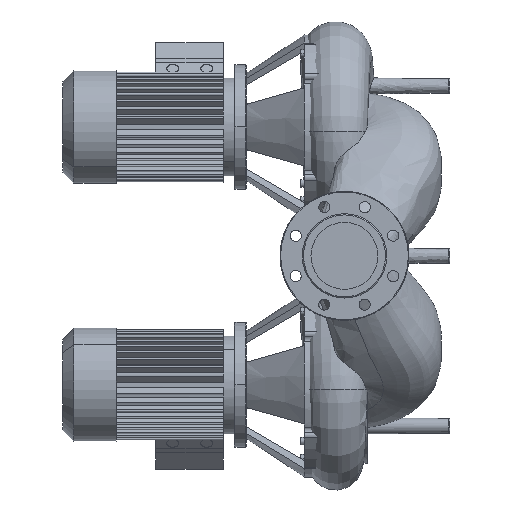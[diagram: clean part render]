
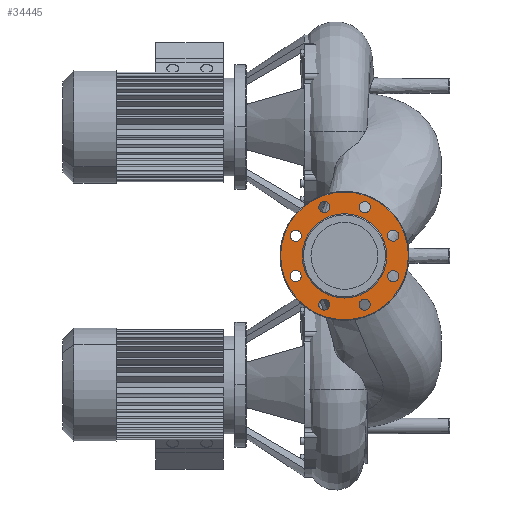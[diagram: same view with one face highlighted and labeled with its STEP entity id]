
A CAD part, left-side view. The second image highlights one B-rep face of the part: STEP entity #34445.
In plain terms, the highlighted free-form (B-spline) face has degree [1, 1] with [2, 2] control points.
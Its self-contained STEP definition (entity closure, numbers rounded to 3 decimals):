
#33376=CARTESIAN_POINT('',(2.,0.,-109.));
#33377=VERTEX_POINT('',#33376);
#33393=CARTESIAN_POINT('',(2.,0.,109.));
#33394=VERTEX_POINT('',#33393);
#33402=CARTESIAN_POINT('',(2.,-109.,0.0));
#33403=VERTEX_POINT('',#33402);
#33404=CARTESIAN_POINT('',(2.,0.,0.0));
#33405=DIRECTION('',(-1.0,0.0,0.0));
#33406=DIRECTION('',(0.0,-1.0,0.0));
#33407=AXIS2_PLACEMENT_3D('',#33404,#33405,#33406);
#33408=CIRCLE('',#33407,109.);
#33409=EDGE_CURVE('',#33403,#33394,#33408,.T.);
#33411=CARTESIAN_POINT('',(2.,0.,0.0));
#33412=DIRECTION('',(-1.0,0.0,0.0));
#33413=DIRECTION('',(0.0,-1.0,0.0));
#33414=AXIS2_PLACEMENT_3D('',#33411,#33412,#33413);
#33415=CIRCLE('',#33414,109.);
#33416=EDGE_CURVE('',#33377,#33403,#33415,.T.);
#33447=CARTESIAN_POINT('',(2.,-72.0,0.0));
#33448=VERTEX_POINT('',#33447);
#33457=CARTESIAN_POINT('',(2.,72.0,0.));
#33458=VERTEX_POINT('',#33457);
#33459=CARTESIAN_POINT('',(2.,0.,0.0));
#33460=DIRECTION('',(-1.0,0.0,0.0));
#33461=DIRECTION('',(0.0,-1.0,0.0));
#33462=AXIS2_PLACEMENT_3D('',#33459,#33460,#33461);
#33463=CIRCLE('',#33462,72.0);
#33464=EDGE_CURVE('',#33448,#33458,#33463,.T.);
#33510=CARTESIAN_POINT('',(2.,-83.149,24.942));
#33511=VERTEX_POINT('',#33510);
#33520=CARTESIAN_POINT('',(2.,-83.149,43.942));
#33521=VERTEX_POINT('',#33520);
#33522=CARTESIAN_POINT('',(2.,-83.149,34.442));
#33523=DIRECTION('',(-1.0,0.0,0.0));
#33524=DIRECTION('',(0.0,0.0,-1.0));
#33525=AXIS2_PLACEMENT_3D('',#33522,#33523,#33524);
#33526=CIRCLE('',#33525,9.5);
#33527=EDGE_CURVE('',#33511,#33521,#33526,.T.);
#33573=CARTESIAN_POINT('',(2.,-41.159,76.432));
#33574=VERTEX_POINT('',#33573);
#33583=CARTESIAN_POINT('',(2.,-27.724,89.867));
#33584=VERTEX_POINT('',#33583);
#33585=CARTESIAN_POINT('',(2.,-34.442,83.149));
#33586=DIRECTION('',(-1.,0.,0.));
#33587=DIRECTION('',(0.,-0.707,-0.707));
#33588=AXIS2_PLACEMENT_3D('',#33585,#33586,#33587);
#33589=CIRCLE('',#33588,9.5);
#33590=EDGE_CURVE('',#33574,#33584,#33589,.T.);
#33636=CARTESIAN_POINT('',(2.,24.942,83.149));
#33637=VERTEX_POINT('',#33636);
#33646=CARTESIAN_POINT('',(2.,43.942,83.149));
#33647=VERTEX_POINT('',#33646);
#33648=CARTESIAN_POINT('',(2.,34.442,83.149));
#33649=DIRECTION('',(-1.0,0.0,0.0));
#33650=DIRECTION('',(0.0,-1.0,0.0));
#33651=AXIS2_PLACEMENT_3D('',#33648,#33649,#33650);
#33652=CIRCLE('',#33651,9.5);
#33653=EDGE_CURVE('',#33637,#33647,#33652,.T.);
#33699=CARTESIAN_POINT('',(2.,76.432,41.159));
#33700=VERTEX_POINT('',#33699);
#33709=CARTESIAN_POINT('',(2.,89.867,27.724));
#33710=VERTEX_POINT('',#33709);
#33711=CARTESIAN_POINT('',(2.,83.149,34.442));
#33712=DIRECTION('',(-1.,0.,0.));
#33713=DIRECTION('',(0.,-0.707,0.707));
#33714=AXIS2_PLACEMENT_3D('',#33711,#33712,#33713);
#33715=CIRCLE('',#33714,9.5);
#33716=EDGE_CURVE('',#33700,#33710,#33715,.T.);
#33762=CARTESIAN_POINT('',(2.,83.149,-24.942));
#33763=VERTEX_POINT('',#33762);
#33772=CARTESIAN_POINT('',(2.,83.149,-43.942));
#33773=VERTEX_POINT('',#33772);
#33774=CARTESIAN_POINT('',(2.,83.149,-34.442));
#33775=DIRECTION('',(-1.0,0.0,0.0));
#33776=DIRECTION('',(0.0,0.0,1.0));
#33777=AXIS2_PLACEMENT_3D('',#33774,#33775,#33776);
#33778=CIRCLE('',#33777,9.5);
#33779=EDGE_CURVE('',#33763,#33773,#33778,.T.);
#33825=CARTESIAN_POINT('',(2.,41.159,-76.432));
#33826=VERTEX_POINT('',#33825);
#33835=CARTESIAN_POINT('',(2.,27.724,-89.867));
#33836=VERTEX_POINT('',#33835);
#33837=CARTESIAN_POINT('',(2.,34.442,-83.149));
#33838=DIRECTION('',(-1.0,0.,0.));
#33839=DIRECTION('',(0.,0.707,0.707));
#33840=AXIS2_PLACEMENT_3D('',#33837,#33838,#33839);
#33841=CIRCLE('',#33840,9.5);
#33842=EDGE_CURVE('',#33826,#33836,#33841,.T.);
#33888=CARTESIAN_POINT('',(2.,-24.942,-83.149));
#33889=VERTEX_POINT('',#33888);
#33898=CARTESIAN_POINT('',(2.,-43.942,-83.149));
#33899=VERTEX_POINT('',#33898);
#33900=CARTESIAN_POINT('',(2.,-34.442,-83.149));
#33901=DIRECTION('',(-1.0,0.0,0.0));
#33902=DIRECTION('',(0.0,1.0,0.0));
#33903=AXIS2_PLACEMENT_3D('',#33900,#33901,#33902);
#33904=CIRCLE('',#33903,9.5);
#33905=EDGE_CURVE('',#33889,#33899,#33904,.T.);
#33951=CARTESIAN_POINT('',(2.,-76.432,-41.159));
#33952=VERTEX_POINT('',#33951);
#33961=CARTESIAN_POINT('',(2.,-89.867,-27.724));
#33962=VERTEX_POINT('',#33961);
#33963=CARTESIAN_POINT('',(2.,-83.149,-34.442));
#33964=DIRECTION('',(-1.0,0.,0.));
#33965=DIRECTION('',(0.,0.707,-0.707));
#33966=AXIS2_PLACEMENT_3D('',#33963,#33964,#33965);
#33967=CIRCLE('',#33966,9.5);
#33968=EDGE_CURVE('',#33952,#33962,#33967,.T.);
#34023=CARTESIAN_POINT('',(2.,-83.149,-34.442));
#34024=DIRECTION('',(-1.0,0.,0.));
#34025=DIRECTION('',(0.,0.707,-0.707));
#34026=AXIS2_PLACEMENT_3D('',#34023,#34024,#34025);
#34027=CIRCLE('',#34026,9.5);
#34028=EDGE_CURVE('',#33962,#33952,#34027,.T.);
#34068=CARTESIAN_POINT('',(2.,-34.442,-83.149));
#34069=DIRECTION('',(-1.0,0.0,0.0));
#34070=DIRECTION('',(0.0,1.0,0.0));
#34071=AXIS2_PLACEMENT_3D('',#34068,#34069,#34070);
#34072=CIRCLE('',#34071,9.5);
#34073=EDGE_CURVE('',#33899,#33889,#34072,.T.);
#34113=CARTESIAN_POINT('',(2.,34.442,-83.149));
#34114=DIRECTION('',(-1.0,0.,0.));
#34115=DIRECTION('',(0.,0.707,0.707));
#34116=AXIS2_PLACEMENT_3D('',#34113,#34114,#34115);
#34117=CIRCLE('',#34116,9.5);
#34118=EDGE_CURVE('',#33836,#33826,#34117,.T.);
#34158=CARTESIAN_POINT('',(2.,83.149,-34.442));
#34159=DIRECTION('',(-1.0,0.0,0.0));
#34160=DIRECTION('',(0.0,0.0,1.0));
#34161=AXIS2_PLACEMENT_3D('',#34158,#34159,#34160);
#34162=CIRCLE('',#34161,9.5);
#34163=EDGE_CURVE('',#33773,#33763,#34162,.T.);
#34203=CARTESIAN_POINT('',(2.,83.149,34.442));
#34204=DIRECTION('',(-1.,0.,0.));
#34205=DIRECTION('',(0.,-0.707,0.707));
#34206=AXIS2_PLACEMENT_3D('',#34203,#34204,#34205);
#34207=CIRCLE('',#34206,9.5);
#34208=EDGE_CURVE('',#33710,#33700,#34207,.T.);
#34248=CARTESIAN_POINT('',(2.,34.442,83.149));
#34249=DIRECTION('',(-1.0,0.0,0.0));
#34250=DIRECTION('',(0.0,-1.0,0.0));
#34251=AXIS2_PLACEMENT_3D('',#34248,#34249,#34250);
#34252=CIRCLE('',#34251,9.5);
#34253=EDGE_CURVE('',#33647,#33637,#34252,.T.);
#34293=CARTESIAN_POINT('',(2.,-34.442,83.149));
#34294=DIRECTION('',(-1.,0.,0.));
#34295=DIRECTION('',(0.,-0.707,-0.707));
#34296=AXIS2_PLACEMENT_3D('',#34293,#34294,#34295);
#34297=CIRCLE('',#34296,9.5);
#34298=EDGE_CURVE('',#33584,#33574,#34297,.T.);
#34338=CARTESIAN_POINT('',(2.,-83.149,34.442));
#34339=DIRECTION('',(-1.0,0.0,0.0));
#34340=DIRECTION('',(0.0,0.0,-1.0));
#34341=AXIS2_PLACEMENT_3D('',#34338,#34339,#34340);
#34342=CIRCLE('',#34341,9.5);
#34343=EDGE_CURVE('',#33521,#33511,#34342,.T.);
#34383=CARTESIAN_POINT('',(2.,0.,0.0));
#34384=DIRECTION('',(-1.0,0.0,0.0));
#34385=DIRECTION('',(0.0,-1.0,0.0));
#34386=AXIS2_PLACEMENT_3D('',#34383,#34384,#34385);
#34387=CIRCLE('',#34386,72.0);
#34388=EDGE_CURVE('',#33458,#33448,#34387,.T.);
#34393=CARTESIAN_POINT('',(2.,-109.,-109.));
#34394=CARTESIAN_POINT('',(2.,-109.,109.));
#34395=CARTESIAN_POINT('',(2.,109.,-109.));
#34396=CARTESIAN_POINT('',(2.,109.,109.));
#34397=B_SPLINE_SURFACE_WITH_KNOTS('',1,1,((#34393,#34395),(#34394,#34396)),.UNSPECIFIED.,.F.,.F.,.U.,(2,2),(2,2),(0.0,218.),(0.0,218.),.UNSPECIFIED.);
#34398=ORIENTED_EDGE('',*,*,#33409,.T.);
#34399=CARTESIAN_POINT('',(2.,0.,0.0));
#34400=DIRECTION('',(-1.0,0.0,0.0));
#34401=DIRECTION('',(0.0,-1.0,0.0));
#34402=AXIS2_PLACEMENT_3D('',#34399,#34400,#34401);
#34403=CIRCLE('',#34402,109.);
#34404=EDGE_CURVE('',#33394,#33377,#34403,.T.);
#34405=ORIENTED_EDGE('',*,*,#34404,.T.);
#34406=ORIENTED_EDGE('',*,*,#33416,.T.);
#34407=EDGE_LOOP('',(#34398,#34405,#34406));
#34408=FACE_OUTER_BOUND('',#34407,.T.);
#34409=ORIENTED_EDGE('',*,*,#34028,.F.);
#34410=ORIENTED_EDGE('',*,*,#33968,.F.);
#34411=EDGE_LOOP('',(#34409,#34410));
#34412=FACE_BOUND('',#34411,.T.);
#34413=ORIENTED_EDGE('',*,*,#34073,.F.);
#34414=ORIENTED_EDGE('',*,*,#33905,.F.);
#34415=EDGE_LOOP('',(#34413,#34414));
#34416=FACE_BOUND('',#34415,.T.);
#34417=ORIENTED_EDGE('',*,*,#34118,.F.);
#34418=ORIENTED_EDGE('',*,*,#33842,.F.);
#34419=EDGE_LOOP('',(#34417,#34418));
#34420=FACE_BOUND('',#34419,.T.);
#34421=ORIENTED_EDGE('',*,*,#34163,.F.);
#34422=ORIENTED_EDGE('',*,*,#33779,.F.);
#34423=EDGE_LOOP('',(#34421,#34422));
#34424=FACE_BOUND('',#34423,.T.);
#34425=ORIENTED_EDGE('',*,*,#34208,.F.);
#34426=ORIENTED_EDGE('',*,*,#33716,.F.);
#34427=EDGE_LOOP('',(#34425,#34426));
#34428=FACE_BOUND('',#34427,.T.);
#34429=ORIENTED_EDGE('',*,*,#34253,.F.);
#34430=ORIENTED_EDGE('',*,*,#33653,.F.);
#34431=EDGE_LOOP('',(#34429,#34430));
#34432=FACE_BOUND('',#34431,.T.);
#34433=ORIENTED_EDGE('',*,*,#34298,.F.);
#34434=ORIENTED_EDGE('',*,*,#33590,.F.);
#34435=EDGE_LOOP('',(#34433,#34434));
#34436=FACE_BOUND('',#34435,.T.);
#34437=ORIENTED_EDGE('',*,*,#34343,.F.);
#34438=ORIENTED_EDGE('',*,*,#33527,.F.);
#34439=EDGE_LOOP('',(#34437,#34438));
#34440=FACE_BOUND('',#34439,.T.);
#34441=ORIENTED_EDGE('',*,*,#33464,.F.);
#34442=ORIENTED_EDGE('',*,*,#34388,.F.);
#34443=EDGE_LOOP('',(#34441,#34442));
#34444=FACE_BOUND('',#34443,.T.);
#34445=ADVANCED_FACE('',(#34408,#34412,#34416,#34420,#34424,#34428,#34432,#34436,#34440,#34444),#34397,.T.);
